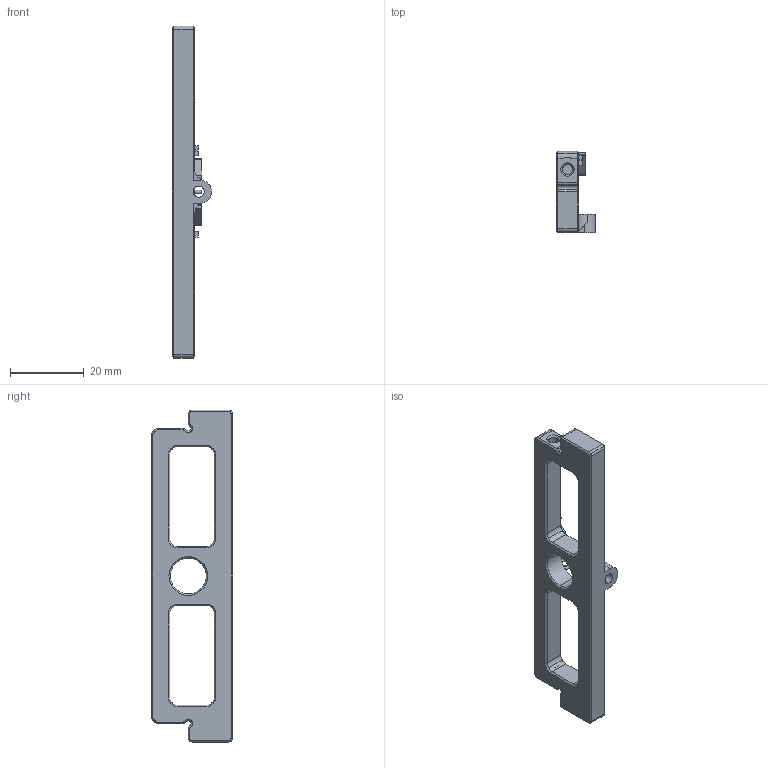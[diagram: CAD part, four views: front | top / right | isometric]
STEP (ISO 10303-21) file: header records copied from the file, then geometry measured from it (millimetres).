
FILE_DESCRIPTION (( 'STEP AP214' ), '1' );
FILE_NAME ('Front Calibration Support Plate.STEP', '2026-01-07T21:13:05', ( '' ), ( '' ), 'SwSTEP 2.0', 'SolidWorks 2025', '' );
FILE_SCHEMA (( 'AUTOMOTIVE_DESIGN' ));
Length unit declared in the file: millimetre
Products named in the file (1): Front Calibration Support Plate
Bounding box: 10.6 x 22 x 90 mm (x, y, z)
Volume: 6992.7 mm3; surface area: 4892 mm2
Topology: 1 solids, 1 shells, 251 faces, 611 edges, 364 vertices
Faces by surface type: plane 95, cone 88, cylinder 68
Entity records: 7317 total; most frequent: DIRECTION 1348, CARTESIAN_POINT 1257, ORIENTED_EDGE 1222, EDGE_CURVE 611, AXIS2_PLACEMENT_3D 491, LINE 366, VECTOR 366, VERTEX_POINT 364
